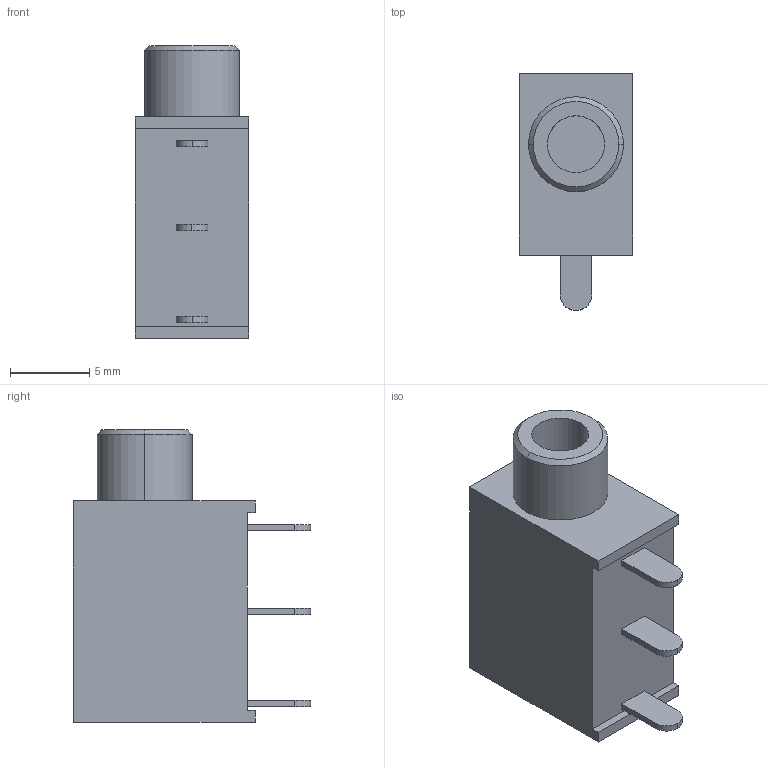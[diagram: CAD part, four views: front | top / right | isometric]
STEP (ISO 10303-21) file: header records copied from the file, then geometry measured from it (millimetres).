
FILE_DESCRIPTION (( 'STEP AP214' ), '1' );
FILE_NAME ('PJ-323M.STEP', '2022-02-18T06:57:21', ( '' ), ( '' ), 'SwSTEP 2.0', 'SolidWorks 2020', '' );
FILE_SCHEMA (( 'AUTOMOTIVE_DESIGN' ));
Length unit declared in the file: millimetre
Products named in the file (1): PJ-323M
Bounding box: 7.2 x 15 x 18.5 mm (x, y, z)
Volume: 1203.9 mm3; surface area: 870.2 mm2
Topology: 1 solids, 1 shells, 36 faces, 85 edges, 56 vertices
Faces by surface type: plane 24, cylinder 10, cone 2
Entity records: 1179 total; most frequent: DIRECTION 181, CARTESIAN_POINT 178, ORIENTED_EDGE 170, EDGE_CURVE 85, VECTOR 63, LINE 63, AXIS2_PLACEMENT_3D 59, VERTEX_POINT 56
